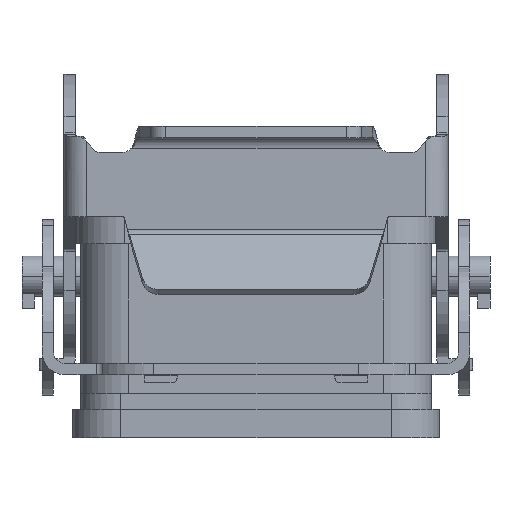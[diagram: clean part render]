
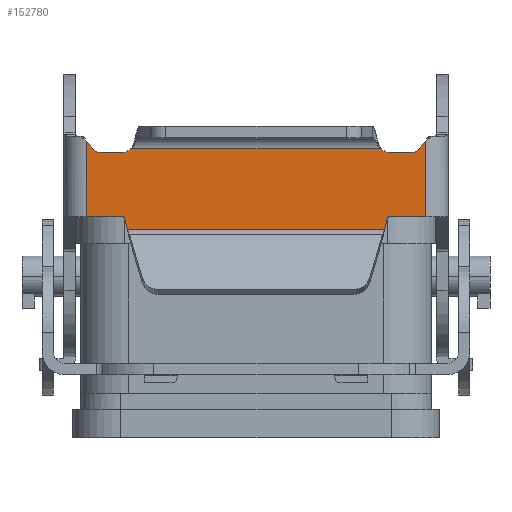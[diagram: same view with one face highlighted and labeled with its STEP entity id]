
A CAD part, left-side view. The second image highlights one B-rep face of the part: STEP entity #152780.
In plain terms, the highlighted planar face has unit normal (-1, 0, 0).
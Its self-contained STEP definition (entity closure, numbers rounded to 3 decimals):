
#149470=CARTESIAN_POINT('',(-76.167,-21.,16.685));
#149480=VERTEX_POINT('',#149470);
#150640=CARTESIAN_POINT('',(-76.167,-21.,16.685));
#150650=DIRECTION('',(0.,0.643,-0.766)
);
#150660=VECTOR('',#150650,1.262);
#150670=LINE('',#150640,#150660);
#150680=CARTESIAN_POINT('',(-76.167,-20.189,
15.718));
#150690=VERTEX_POINT('',#150680);
#150700=EDGE_CURVE('',#149480,#150690,#150670,.T.);
#151040=CARTESIAN_POINT('',(-76.167,-19.423,
16.361));
#151050=DIRECTION('',(1.,0.,0.));
#151060=DIRECTION('',(0.,0.,1.));
#151070=AXIS2_PLACEMENT_3D('',#151040,#151050,#151060);
#151080=CIRCLE('',#151070,1.);
#151090=CARTESIAN_POINT('',(-76.167,-19.423,
15.361));
#151100=VERTEX_POINT('',#151090);
#151110=EDGE_CURVE('',#150690,#151100,#151080,.T.);
#151380=CARTESIAN_POINT('',(-76.167,30.488,
9.355));
#151390=DIRECTION('',(1.,0.,-0.));
#151400=DIRECTION('',(0.,0.,1.));
#151410=AXIS2_PLACEMENT_3D('',#151380,#151390,#151400);
#151420=PLANE('',#151410);
#151430=CARTESIAN_POINT('',(-76.167,-16.533,
16.861));
#151440=DIRECTION('',(1.,0.,0.));
#151450=DIRECTION('',(0.,-0.966,
0.259));
#151460=AXIS2_PLACEMENT_3D('',#151430,#151440,#151450);
#151470=CIRCLE('',#151460,1.5);
#151480=CARTESIAN_POINT('',(-76.167,-16.533,
15.361));
#151490=VERTEX_POINT('',#151480);
#151500=CARTESIAN_POINT('',(-76.167,-15.496,
15.778));
#151510=VERTEX_POINT('',#151500);
#151520=EDGE_CURVE('',#151490,#151510,#151470,.T.);
#151530=ORIENTED_EDGE('',*,*,#151520,.T.);
#151540=CARTESIAN_POINT('',(-76.167,-19.423,
15.361));
#151550=DIRECTION('',(0.,1.,0.));
#151560=VECTOR('',#151550,2.889);
#151570=LINE('',#151540,#151560);
#151580=EDGE_CURVE('',#151100,#151490,#151570,.T.);
#151590=ORIENTED_EDGE('',*,*,#151580,.T.);
#151600=ORIENTED_EDGE('',*,*,#151110,.T.);
#151610=ORIENTED_EDGE('',*,*,#150700,.T.);
#151620=CARTESIAN_POINT('',(-76.167,-21.,7.361));
#151630=DIRECTION('',(0.,0.,1.));
#151640=VECTOR('',#151630,9.324);
#151650=LINE('',#151620,#151640);
#151660=CARTESIAN_POINT('',(-76.167,-21.,7.361));
#151670=VERTEX_POINT('',#151660);
#151680=EDGE_CURVE('',#151670,#149480,#151650,.T.);
#151690=ORIENTED_EDGE('',*,*,#151680,.T.);
#151700=CARTESIAN_POINT('',(-76.167,-16.533,
7.361));
#151710=DIRECTION('',(0.,-1.,0.));
#151720=VECTOR('',#151710,4.467);
#151730=LINE('',#151700,#151720);
#151740=CARTESIAN_POINT('',(-76.167,-16.533,
7.361));
#151750=VERTEX_POINT('',#151740);
#151760=EDGE_CURVE('',#151750,#151670,#151730,.T.);
#151770=ORIENTED_EDGE('',*,*,#151760,.T.);
#151780=CARTESIAN_POINT('',(-76.167,-16.533,
7.111));
#151790=DIRECTION('',(1.,0.,0.));
#151800=DIRECTION('',(0.,0.,-1.));
#151810=AXIS2_PLACEMENT_3D('',#151780,#151790,#151800);
#151820=CIRCLE('',#151810,0.25);
#151830=CARTESIAN_POINT('',(-76.167,-16.292,
7.176));
#151840=VERTEX_POINT('',#151830);
#151850=EDGE_CURVE('',#151840,#151750,#151820,.T.);
#151860=ORIENTED_EDGE('',*,*,#151850,.T.);
#151870=CARTESIAN_POINT('',(-76.167,-15.923,
5.801));
#151880=DIRECTION('',(0.,-0.259,0.966
));
#151890=VECTOR('',#151880,1.423);
#151900=LINE('',#151870,#151890);
#151910=CARTESIAN_POINT('',(-76.167,-15.923,
5.801));
#151920=VERTEX_POINT('',#151910);
#151930=EDGE_CURVE('',#151920,#151840,#151900,.T.);
#151940=ORIENTED_EDGE('',*,*,#151930,.T.);
#151950=CARTESIAN_POINT('',(-76.167,15.923,
5.801));
#151960=DIRECTION('',(0.,-1.,0.));
#151970=VECTOR('',#151960,31.847);
#151980=LINE('',#151950,#151970);
#151990=CARTESIAN_POINT('',(-76.167,15.923,
5.801));
#152000=VERTEX_POINT('',#151990);
#152010=EDGE_CURVE('',#152000,#151920,#151980,.T.);
#152020=ORIENTED_EDGE('',*,*,#152010,.T.);
#152030=CARTESIAN_POINT('',(-76.167,15.923,
5.801));
#152040=DIRECTION('',(0.,0.259,0.966)
);
#152050=VECTOR('',#152040,1.423);
#152060=LINE('',#152030,#152050);
#152070=CARTESIAN_POINT('',(-76.167,16.292,
7.176));
#152080=VERTEX_POINT('',#152070);
#152090=EDGE_CURVE('',#152000,#152080,#152060,.T.);
#152100=ORIENTED_EDGE('',*,*,#152090,.F.);
#152110=CARTESIAN_POINT('',(-76.167,16.533,
7.111));
#152120=DIRECTION('',(-1.,0.,0.));
#152130=DIRECTION('',(0.,0.,-1.));
#152140=AXIS2_PLACEMENT_3D('',#152110,#152120,#152130);
#152150=CIRCLE('',#152140,0.25);
#152160=CARTESIAN_POINT('',(-76.167,16.533,
7.361));
#152170=VERTEX_POINT('',#152160);
#152180=EDGE_CURVE('',#152080,#152170,#152150,.T.);
#152190=ORIENTED_EDGE('',*,*,#152180,.F.);
#152200=CARTESIAN_POINT('',(-76.167,16.533,
7.361));
#152210=DIRECTION('',(0.,1.,0.));
#152220=VECTOR('',#152210,4.467);
#152230=LINE('',#152200,#152220);
#152240=CARTESIAN_POINT('',(-76.167,21.,7.361));
#152250=VERTEX_POINT('',#152240);
#152260=EDGE_CURVE('',#152170,#152250,#152230,.T.);
#152270=ORIENTED_EDGE('',*,*,#152260,.F.);
#152280=CARTESIAN_POINT('',(-76.167,21.,16.685));
#152290=DIRECTION('',(0.,0.,-1.));
#152300=VECTOR('',#152290,9.324);
#152310=LINE('',#152280,#152300);
#152320=CARTESIAN_POINT('',(-76.167,21.,16.685));
#152330=VERTEX_POINT('',#152320);
#152340=EDGE_CURVE('',#152330,#152250,#152310,.T.);
#152350=ORIENTED_EDGE('',*,*,#152340,.T.);
#152360=CARTESIAN_POINT('',(-76.167,21.,16.685));
#152370=DIRECTION('',(0.,-0.643,-0.766
));
#152380=VECTOR('',#152370,1.262);
#152390=LINE('',#152360,#152380);
#152400=CARTESIAN_POINT('',(-76.167,20.189,
15.718));
#152410=VERTEX_POINT('',#152400);
#152420=EDGE_CURVE('',#152330,#152410,#152390,.T.);
#152430=ORIENTED_EDGE('',*,*,#152420,.F.);
#152440=CARTESIAN_POINT('',(-76.167,19.423,
16.361));
#152450=DIRECTION('',(-1.,0.,0.));
#152460=DIRECTION('',(0.,0.,1.));
#152470=AXIS2_PLACEMENT_3D('',#152440,#152450,#152460);
#152480=CIRCLE('',#152470,1.);
#152490=CARTESIAN_POINT('',(-76.167,19.423,
15.361));
#152500=VERTEX_POINT('',#152490);
#152510=EDGE_CURVE('',#152410,#152500,#152480,.T.);
#152520=ORIENTED_EDGE('',*,*,#152510,.F.);
#152530=CARTESIAN_POINT('',(-76.167,19.423,
15.361));
#152540=DIRECTION('',(0.,-1.,0.));
#152550=VECTOR('',#152540,2.889);
#152560=LINE('',#152530,#152550);
#152570=CARTESIAN_POINT('',(-76.167,16.533,
15.361));
#152580=VERTEX_POINT('',#152570);
#152590=EDGE_CURVE('',#152500,#152580,#152560,.T.);
#152600=ORIENTED_EDGE('',*,*,#152590,.F.);
#152610=CARTESIAN_POINT('',(-76.167,16.533,
16.861));
#152620=DIRECTION('',(-1.,0.,0.));
#152630=DIRECTION('',(0.,0.966,
0.259));
#152640=AXIS2_PLACEMENT_3D('',#152610,#152620,#152630);
#152650=CIRCLE('',#152640,1.5);
#152660=CARTESIAN_POINT('',(-76.167,15.496,
15.778));
#152670=VERTEX_POINT('',#152660);
#152680=EDGE_CURVE('',#152580,#152670,#152650,.T.);
#152690=ORIENTED_EDGE('',*,*,#152680,.F.);
#152700=CARTESIAN_POINT('',(-76.167,-15.496,
15.778));
#152710=DIRECTION('',(0.,1.,0.));
#152720=VECTOR('',#152710,30.992);
#152730=LINE('',#152700,#152720);
#152740=EDGE_CURVE('',#151510,#152670,#152730,.T.);
#152750=ORIENTED_EDGE('',*,*,#152740,.T.);
#152760=EDGE_LOOP('',(#152750,#152690,#152600,#152520,#152430,#152350,
#152270,#152190,#152100,#152020,#151940,#151860,#151770,#151690,#151610,
#151600,#151590,#151530));
#152770=FACE_OUTER_BOUND('',#152760,.T.);
#152780=ADVANCED_FACE('',(#152770),#151420,.F.);
